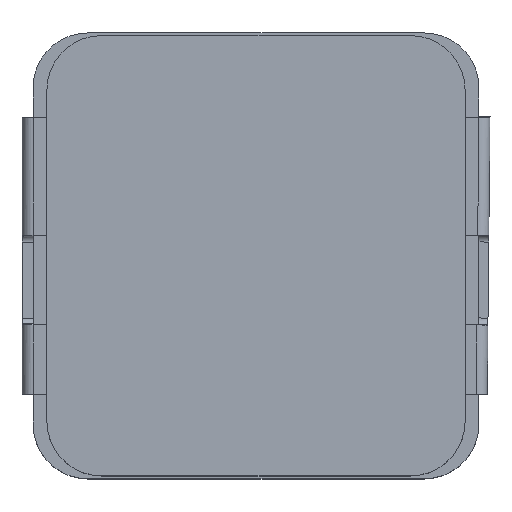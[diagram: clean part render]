
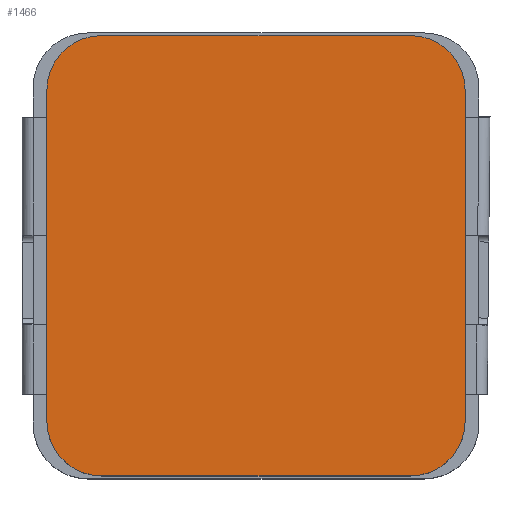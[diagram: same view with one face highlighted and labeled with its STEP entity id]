
A CAD part, top view. The second image highlights one B-rep face of the part: STEP entity #1466.
In plain terms, the highlighted planar face has unit normal (0, 0, 1).
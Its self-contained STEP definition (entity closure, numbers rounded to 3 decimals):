
#1183 = VERTEX_POINT('',#1184);
#1184 = CARTESIAN_POINT('',(-2.837,4.046,3.923
    ));
#1192 = VERTEX_POINT('',#1193);
#1193 = CARTESIAN_POINT('',(-3.843,3.04,3.923
    ));
#1199 = EDGE_CURVE('',#1192,#1183,#1200,.T.);
#1200 = CIRCLE('',#1201,1.006);
#1201 = AXIS2_PLACEMENT_3D('',#1202,#1203,#1204);
#1202 = CARTESIAN_POINT('',(-2.837,3.04,3.923
    ));
#1203 = DIRECTION('',(0.,0.,-1.));
#1204 = DIRECTION('',(0.,-1.,0.));
#1247 = VERTEX_POINT('',#1248);
#1248 = CARTESIAN_POINT('',(-3.843,-3.04,
    3.923));
#1254 = EDGE_CURVE('',#1247,#1192,#1255,.T.);
#1255 = LINE('',#1256,#1257);
#1256 = CARTESIAN_POINT('',(-3.843,3.04,3.923
    ));
#1257 = VECTOR('',#1258,1.);
#1258 = DIRECTION('',(0.,1.,0.));
#1287 = VERTEX_POINT('',#1288);
#1288 = CARTESIAN_POINT('',(-2.837,-4.046,
    3.923));
#1294 = EDGE_CURVE('',#1287,#1247,#1295,.T.);
#1295 = CIRCLE('',#1296,1.006);
#1296 = AXIS2_PLACEMENT_3D('',#1297,#1298,#1299);
#1297 = CARTESIAN_POINT('',(-2.837,-3.04,
    3.923));
#1298 = DIRECTION('',(0.,0.,-1.));
#1299 = DIRECTION('',(0.,-1.,0.));
#1312 = VERTEX_POINT('',#1313);
#1313 = CARTESIAN_POINT('',(2.837,-4.046,3.923
    ));
#1319 = EDGE_CURVE('',#1312,#1287,#1320,.T.);
#1320 = LINE('',#1321,#1322);
#1321 = CARTESIAN_POINT('',(-2.837,-4.046,
    3.923));
#1322 = VECTOR('',#1323,1.);
#1323 = DIRECTION('',(-1.,0.,0.));
#1336 = VERTEX_POINT('',#1337);
#1337 = CARTESIAN_POINT('',(3.843,-3.04,3.923
    ));
#1343 = EDGE_CURVE('',#1336,#1312,#1344,.T.);
#1344 = CIRCLE('',#1345,1.006);
#1345 = AXIS2_PLACEMENT_3D('',#1346,#1347,#1348);
#1346 = CARTESIAN_POINT('',(2.837,-3.04,3.923
    ));
#1347 = DIRECTION('',(0.,0.,-1.));
#1348 = DIRECTION('',(0.,-1.,0.));
#1368 = VERTEX_POINT('',#1369);
#1369 = CARTESIAN_POINT('',(3.843,3.04,3.923)
  );
#1375 = EDGE_CURVE('',#1368,#1336,#1376,.T.);
#1376 = LINE('',#1377,#1378);
#1377 = CARTESIAN_POINT('',(3.843,3.04,3.923)
  );
#1378 = VECTOR('',#1379,1.);
#1379 = DIRECTION('',(0.,-1.,0.));
#1431 = VERTEX_POINT('',#1432);
#1432 = CARTESIAN_POINT('',(2.837,4.046,3.923)
  );
#1438 = EDGE_CURVE('',#1431,#1368,#1439,.T.);
#1439 = CIRCLE('',#1440,1.006);
#1440 = AXIS2_PLACEMENT_3D('',#1441,#1442,#1443);
#1441 = CARTESIAN_POINT('',(2.837,3.04,3.923)
  );
#1442 = DIRECTION('',(0.,0.,-1.));
#1443 = DIRECTION('',(0.,1.,0.));
#1456 = EDGE_CURVE('',#1183,#1431,#1457,.T.);
#1457 = LINE('',#1458,#1459);
#1458 = CARTESIAN_POINT('',(-2.837,4.046,3.923
    ));
#1459 = VECTOR('',#1460,1.);
#1460 = DIRECTION('',(1.,0.,0.));
#1466 = ADVANCED_FACE('',(#1467),#1477,.T.);
#1467 = FACE_BOUND('',#1468,.T.);
#1468 = EDGE_LOOP('',(#1469,#1470,#1471,#1472,#1473,#1474,#1475,#1476));
#1469 = ORIENTED_EDGE('',*,*,#1199,.F.);
#1470 = ORIENTED_EDGE('',*,*,#1254,.F.);
#1471 = ORIENTED_EDGE('',*,*,#1294,.F.);
#1472 = ORIENTED_EDGE('',*,*,#1319,.F.);
#1473 = ORIENTED_EDGE('',*,*,#1343,.F.);
#1474 = ORIENTED_EDGE('',*,*,#1375,.F.);
#1475 = ORIENTED_EDGE('',*,*,#1438,.F.);
#1476 = ORIENTED_EDGE('',*,*,#1456,.F.);
#1477 = PLANE('',#1478);
#1478 = AXIS2_PLACEMENT_3D('',#1479,#1480,#1481);
#1479 = CARTESIAN_POINT('',(-2.837,3.04,3.923
    ));
#1480 = DIRECTION('',(0.,0.,1.));
#1481 = DIRECTION('',(0.,-1.,0.));
